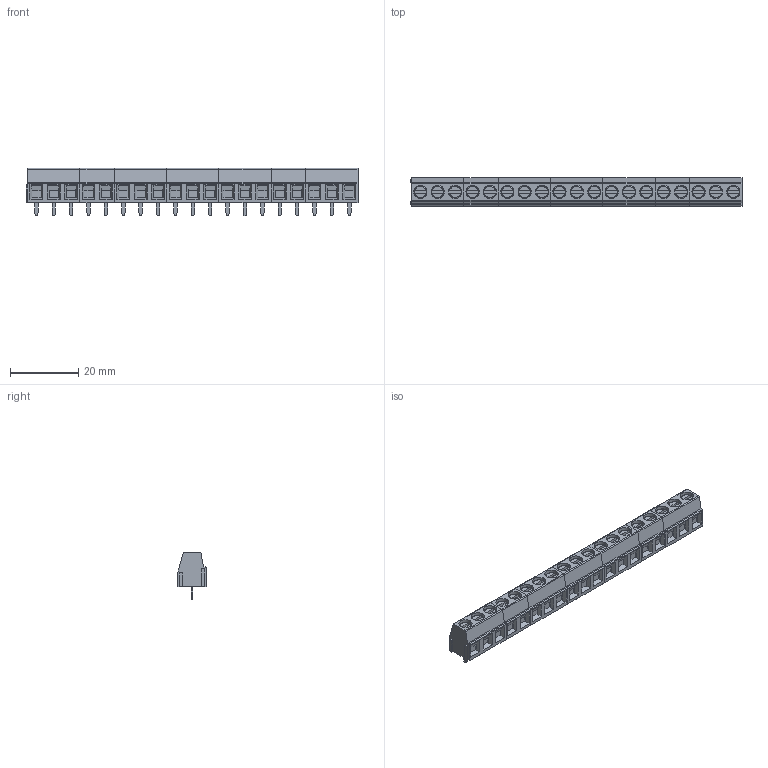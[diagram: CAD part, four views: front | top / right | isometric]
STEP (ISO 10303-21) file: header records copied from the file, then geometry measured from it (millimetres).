
FILE_DESCRIPTION(('FreeCAD Model'),'2;1');
FILE_NAME('Open CASCADE Shape Model','2024-11-08T13:42:44',(''),(''), 'Open CASCADE STEP processor 7.6','FreeCAD','Unknown');
FILE_SCHEMA(('AUTOMOTIVE_DESIGN { 1 0 10303 214 1 1 1 1 }'));
Length unit declared in the file: millimetre
Products named in the file (1): CUI_DEVICES_TB006-508-19BE
Bounding box: 97.02 x 8.2 x 13.8 mm (x, y, z)
Volume: 6551.9 mm3; surface area: 5236.5 mm2
Topology: 1 solids, 20 shells, 1007 faces, 2529 edges, 1618 vertices
Faces by surface type: plane 663, bspline 152, cylinder 116, cone 76
Entity records: 45924 total; most frequent: CARTESIAN_POINT 15620, ORIENTED_EDGE 5058, DIRECTION 4414, EDGE_CURVE 2529, LINE 1710, VECTOR 1710, VERTEX_POINT 1618, AXIS2_PLACEMENT_3D 1352
